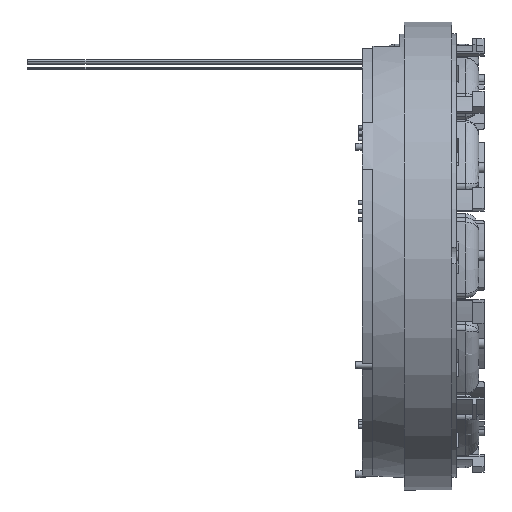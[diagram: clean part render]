
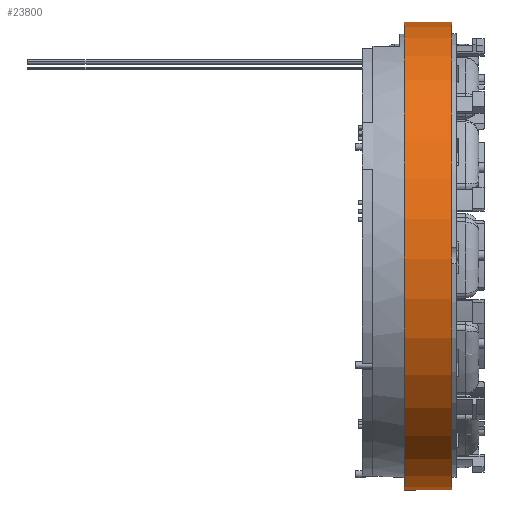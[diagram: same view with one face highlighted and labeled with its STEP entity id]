
A CAD part, left-side view. The second image highlights one B-rep face of the part: STEP entity #23800.
In plain terms, the highlighted cylindrical face has radius 35 mm (diameter 70 mm), a partial arc.
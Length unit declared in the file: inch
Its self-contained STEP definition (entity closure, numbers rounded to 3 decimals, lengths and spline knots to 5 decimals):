
#1069=FACE_OUTER_BOUND('',#2358,.T.);
#2358=EDGE_LOOP('',(#15796,#15797,#15798,#15799));
#3697=CIRCLE('',#25257,1.37795);
#3698=CIRCLE('',#25258,1.37795);
#4958=LINE('',#35401,#7297);
#4959=LINE('',#35405,#7298);
#7297=VECTOR('',#27859,0.27);
#7298=VECTOR('',#27862,0.27);
#9636=VERTEX_POINT('',#35399);
#9637=VERTEX_POINT('',#35400);
#9638=VERTEX_POINT('',#35402);
#9639=VERTEX_POINT('',#35404);
#12077=EDGE_CURVE('',#9636,#9637,#4958,.T.);
#12079=EDGE_CURVE('',#9638,#9639,#4959,.T.);
#12081=EDGE_CURVE('',#9637,#9638,#3697,.T.);
#12082=EDGE_CURVE('',#9639,#9636,#3698,.T.);
#15796=ORIENTED_EDGE('',*,*,#12079,.F.);
#15797=ORIENTED_EDGE('',*,*,#12081,.F.);
#15798=ORIENTED_EDGE('',*,*,#12077,.F.);
#15799=ORIENTED_EDGE('',*,*,#12082,.F.);
#23223=CYLINDRICAL_SURFACE('',#25256,1.37795);
#23800=ADVANCED_FACE('',(#1069),#23223,.T.);
#25256=AXIS2_PLACEMENT_3D('',#35407,#27865,#27866);
#25257=AXIS2_PLACEMENT_3D('',#35408,#27867,#27868);
#25258=AXIS2_PLACEMENT_3D('',#35409,#27869,#27870);
#27859=DIRECTION('',(0.,1.,0.));
#27862=DIRECTION('',(0.,-1.,0.));
#27865=DIRECTION('center_axis',(0.,1.,0.));
#27866=DIRECTION('ref_axis',(0.,0.,-1.));
#27867=DIRECTION('center_axis',(0.,1.,0.));
#27868=DIRECTION('ref_axis',(-0.707,0.,0.707));
#27869=DIRECTION('center_axis',(0.,-1.,0.));
#27870=DIRECTION('ref_axis',(0.707,0.,-0.707));
#35399=CARTESIAN_POINT('',(0.036,-0.00476,1.37748));
#35400=CARTESIAN_POINT('',(0.036,0.27476,1.37748));
#35401=CARTESIAN_POINT('',(0.036,0.,1.37748));
#35402=CARTESIAN_POINT('',(-0.036,0.27476,1.37748));
#35404=CARTESIAN_POINT('',(-0.036,-0.00476,1.37748));
#35405=CARTESIAN_POINT('',(-0.036,0.27,1.37748));
#35407=CARTESIAN_POINT('Origin',(0.,0.,0.));
#35408=CARTESIAN_POINT('Origin',(0.,0.27476,0.));
#35409=CARTESIAN_POINT('Origin',(0.,-0.00476,0.));
